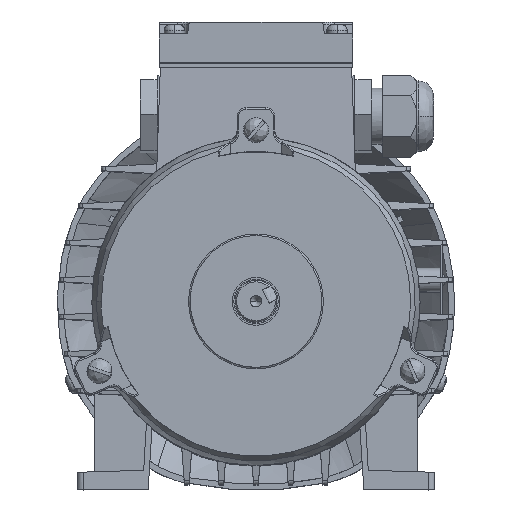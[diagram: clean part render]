
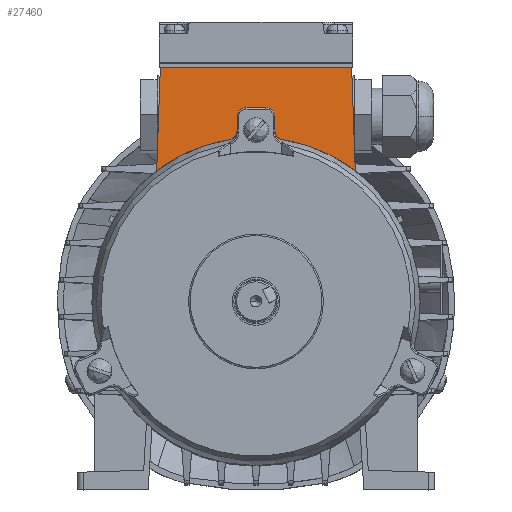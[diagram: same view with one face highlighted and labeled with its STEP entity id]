
A CAD part, top view. The second image highlights one B-rep face of the part: STEP entity #27460.
In plain terms, the highlighted planar face has unit normal (0, 0.035, 0.999).
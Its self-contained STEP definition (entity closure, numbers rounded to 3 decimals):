
#3516 = EDGE_LOOP ( 'NONE', ( #16151, #16152, #16153, #16154, #16155, #16156, #16157, #16158 ) ) ;
#6691 =( BOUNDED_CURVE ( )  B_SPLINE_CURVE ( 3, ( #31844, #31845, #31846, #31847 ),
 .UNSPECIFIED., .F., .F. ) 
 B_SPLINE_CURVE_WITH_KNOTS ( ( 4, 4 ),
 ( 3.241, 3.791 ),
 .UNSPECIFIED. ) 
 CURVE ( )  GEOMETRIC_REPRESENTATION_ITEM ( )  RATIONAL_B_SPLINE_CURVE ( ( 1., 0.975, 0.975, 1. ) ) 
 REPRESENTATION_ITEM ( '' )  );
#6699 =( BOUNDED_CURVE ( )  B_SPLINE_CURVE ( 3, ( #32047, #32048, #32049, #32050 ),
 .UNSPECIFIED., .F., .F. ) 
 B_SPLINE_CURVE_WITH_KNOTS ( ( 4, 4 ),
 ( 2.492, 3.042 ),
 .UNSPECIFIED. ) 
 CURVE ( )  GEOMETRIC_REPRESENTATION_ITEM ( )  RATIONAL_B_SPLINE_CURVE ( ( 1., 0.975, 0.975, 1. ) ) 
 REPRESENTATION_ITEM ( '' )  );
#13432 = VERTEX_POINT ( 'NONE', #44041 ) ;
#13480 = VERTEX_POINT ( 'NONE', #44067 ) ;
#13643 = VERTEX_POINT ( 'NONE', #44156 ) ;
#13645 = VERTEX_POINT ( 'NONE', #44157 ) ;
#13647 = VERTEX_POINT ( 'NONE', #44158 ) ;
#13711 = VERTEX_POINT ( 'NONE', #44193 ) ;
#13753 = VERTEX_POINT ( 'NONE', #44216 ) ;
#13755 = VERTEX_POINT ( 'NONE', #44217 ) ;
#16151 = ORIENTED_EDGE ( 'NONE', *, *, #25727, .F. ) ;
#16152 = ORIENTED_EDGE ( 'NONE', *, *, #25933, .T. ) ;
#16153 = ORIENTED_EDGE ( 'NONE', *, *, #25935, .T. ) ;
#16154 = ORIENTED_EDGE ( 'NONE', *, *, #25937, .T. ) ;
#16155 = ORIENTED_EDGE ( 'NONE', *, *, #25845, .F. ) ;
#16156 = ORIENTED_EDGE ( 'NONE', *, *, #25722, .F. ) ;
#16157 = ORIENTED_EDGE ( 'NONE', *, *, #25719, .F. ) ;
#16158 = ORIENTED_EDGE ( 'NONE', *, *, #25732, .F. ) ;
#25719 = EDGE_CURVE ( 'NONE', #13480, #13432, #33144, .T. ) ;
#25722 = EDGE_CURVE ( 'NONE', #13432, #13643, #33148, .T. ) ;
#25727 = EDGE_CURVE ( 'NONE', #13645, #13647, #6691, .T. ) ;
#25732 = EDGE_CURVE ( 'NONE', #13647, #13480, #33154, .T. ) ;
#25845 = EDGE_CURVE ( 'NONE', #13643, #13711, #6699, .T. ) ;
#25933 = EDGE_CURVE ( 'NONE', #13645, #13753, #33387, .T. ) ;
#25935 = EDGE_CURVE ( 'NONE', #13753, #13755, #33391, .T. ) ;
#25937 = EDGE_CURVE ( 'NONE', #13755, #13711, #33396, .T. ) ;
#27460 = ADVANCED_FACE ( 'NONE', ( #36636 ), #52892, .F. ) ;
#31828 = CARTESIAN_POINT ( 'NONE',  ( 0., 78.45, 22.63 ) ) ;
#31829 = DIRECTION ( 'NONE',  ( 1., 0., 0. ) ) ;
#31830 = CARTESIAN_POINT ( 'NONE',  ( 32.063, 78.45, 22.63 ) ) ;
#31831 = DIRECTION ( 'NONE',  ( 0.035, -0.999, 0.035 ) ) ;
#31844 = CARTESIAN_POINT ( 'NONE',  ( -5.461, 54.691, 23.46 ) ) ;
#31845 = CARTESIAN_POINT ( 'NONE',  ( -15.631, 53.677, 23.495 ) ) ;
#31846 = CARTESIAN_POINT ( 'NONE',  ( -25.144, 49.94, 23.626 ) ) ;
#31847 = CARTESIAN_POINT ( 'NONE',  ( -33.285, 43.759, 23.842 ) ) ;
#31852 = CARTESIAN_POINT ( 'NONE',  ( -32.063, 78.45, 22.63 ) ) ;
#31853 = DIRECTION ( 'NONE',  ( 0.035, 0.999, -0.035 ) ) ;
#32047 = CARTESIAN_POINT ( 'NONE',  ( 33.285, 43.759, 23.842 ) ) ;
#32048 = CARTESIAN_POINT ( 'NONE',  ( 25.144, 49.94, 23.626 ) ) ;
#32049 = CARTESIAN_POINT ( 'NONE',  ( 15.631, 53.677, 23.495 ) ) ;
#32050 = CARTESIAN_POINT ( 'NONE',  ( 5.461, 54.691, 23.46 ) ) ;
#32243 = CARTESIAN_POINT ( 'NONE',  ( -5.461, 43.551, 23.849 ) ) ;
#32244 = DIRECTION ( 'NONE',  ( 0., 0.999, -0.035 ) ) ;
#32245 = CARTESIAN_POINT ( 'NONE',  ( 0., 63., 23.17 ) ) ;
#32246 = DIRECTION ( 'NONE',  ( 1., 0., 0. ) ) ;
#32247 = CARTESIAN_POINT ( 'NONE',  ( 5.461, 43.551, 23.849 ) ) ;
#32248 = DIRECTION ( 'NONE',  ( 0., -0.999, 0.035 ) ) ;
#33144 = LINE ( 'NONE', #31828, #33146 ) ;
#33146 = VECTOR ( 'NONE', #31829, 1000. ) ;
#33148 = LINE ( 'NONE', #31830, #33151 ) ;
#33151 = VECTOR ( 'NONE', #31831, 1000. ) ;
#33154 = LINE ( 'NONE', #31852, #33156 ) ;
#33156 = VECTOR ( 'NONE', #31853, 1000. ) ;
#33387 = LINE ( 'NONE', #32243, #33389 ) ;
#33389 = VECTOR ( 'NONE', #32244, 1000. ) ;
#33391 = LINE ( 'NONE', #32245, #33394 ) ;
#33394 = VECTOR ( 'NONE', #32246, 1000. ) ;
#33396 = LINE ( 'NONE', #32247, #33398 ) ;
#33398 = VECTOR ( 'NONE', #32248, 1000. ) ;
#36636 = FACE_OUTER_BOUND ( 'NONE', #3516, .T. ) ;
#44041 = CARTESIAN_POINT ( 'NONE',  ( 32.063, 78.45, 22.63 ) ) ;
#44067 = CARTESIAN_POINT ( 'NONE',  ( -32.063, 78.45, 22.63 ) ) ;
#44156 = CARTESIAN_POINT ( 'NONE',  ( 33.285, 43.759, 23.842 ) ) ;
#44157 = CARTESIAN_POINT ( 'NONE',  ( -5.461, 54.691, 23.46 ) ) ;
#44158 = CARTESIAN_POINT ( 'NONE',  ( -33.285, 43.759, 23.842 ) ) ;
#44193 = CARTESIAN_POINT ( 'NONE',  ( 5.461, 54.691, 23.46 ) ) ;
#44216 = CARTESIAN_POINT ( 'NONE',  ( -5.461, 63., 23.17 ) ) ;
#44217 = CARTESIAN_POINT ( 'NONE',  ( 5.461, 63., 23.17 ) ) ;
#50922 = AXIS2_PLACEMENT_3D ( 'NONE', #52893, #52894, #52895 ) ;
#52892 = PLANE ( 'NONE',  #50922 ) ;
#52893 = CARTESIAN_POINT ( 'NONE',  ( 33.684, 43.551, 23.849 ) ) ;
#52894 = DIRECTION ( 'NONE',  ( 0., -0.035, -0.999 ) ) ;
#52895 = DIRECTION ( 'NONE',  ( -1., 0., 0. ) ) ;
